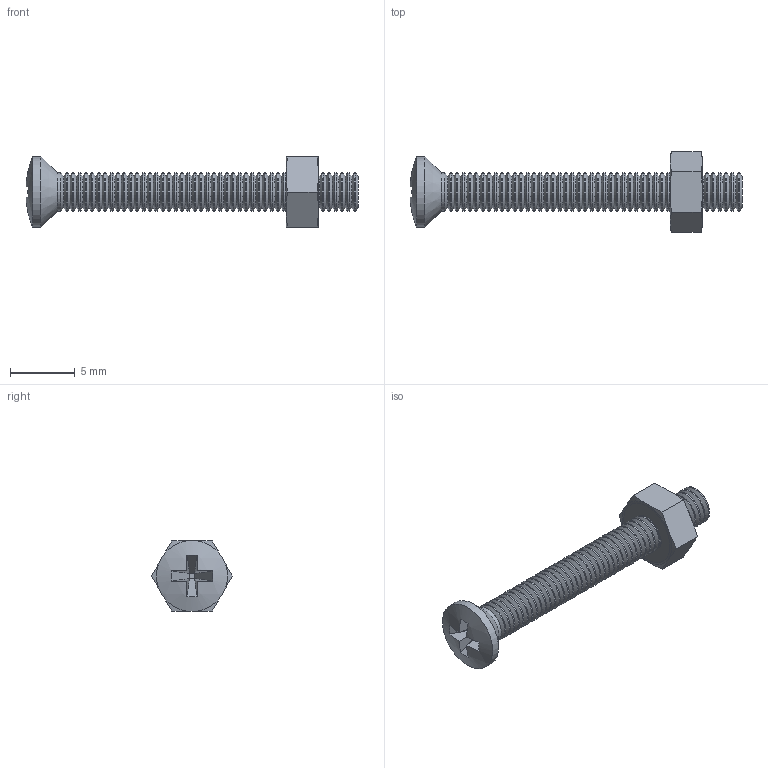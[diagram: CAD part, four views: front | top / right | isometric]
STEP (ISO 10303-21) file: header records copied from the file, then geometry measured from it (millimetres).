
FILE_DESCRIPTION(/* description */ (''),/* implementation_level */ '2;1');
FILE_NAME(/* name */ 'Screw_M3_25MM_WithNut.step',/* time_stamp */ '2022-07-07T16:11:45+03:00',/* author */ (''),/* organization */ (''),/* preprocessor_version */ 'ST-DEVELOPER v19',/* originating_system */ 'Autodesk Translation Framework v11.7.0.108',/* authorisation */ '');
FILE_SCHEMA (('AUTOMOTIVE_DESIGN { 1 0 10303 214 3 1 1 }'));
Length unit declared in the file: millimetre
Products named in the file (2): m3-25mm; M3 Nut
Assembly tree (1 placements, depth 2):
  m3-25mm
    M3 Nut
Bounding box: 25.7 x 6.27 x 5.5 mm (x, y, z)
Volume: 226.5 mm3; surface area: 519.4 mm2
Topology: 2 solids, 2 shells, 221 faces, 646 edges, 430 vertices
Faces by surface type: cone 98, cylinder 54, bspline 44, plane 22, torus 2, sphere 1
Full cylindrical faces by diameter (mm): 2.5 x4, 3 x47, 5.5 x1
Entity records: 10667 total; most frequent: CARTESIAN_POINT 4817, ORIENTED_EDGE 1292, DIRECTION 1190, EDGE_CURVE 646, AXIS2_PLACEMENT_3D 494, VERTEX_POINT 430, CIRCLE 309, EDGE_LOOP 224
